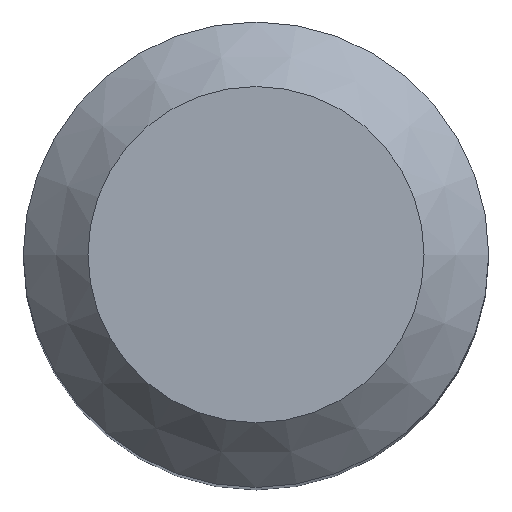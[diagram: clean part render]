
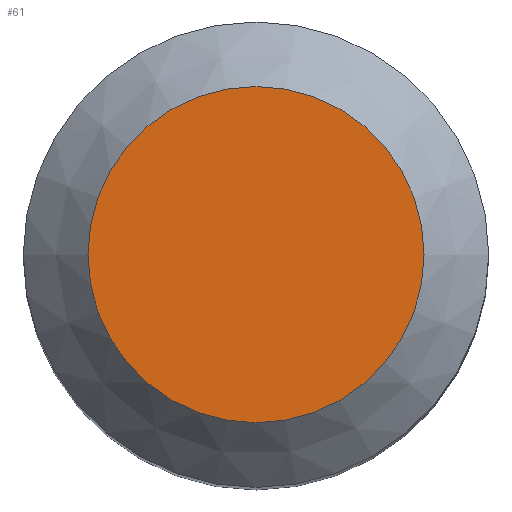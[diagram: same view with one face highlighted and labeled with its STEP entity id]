
A CAD part, top view. The second image highlights one B-rep face of the part: STEP entity #61.
In plain terms, the highlighted planar face has unit normal (0, 0, 1).
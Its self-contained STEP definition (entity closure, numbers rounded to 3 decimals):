
#50=PLANE('',#217);
#53=FACE_OUTER_BOUND('',#100,.T.);
#61=ADVANCED_FACE('',(#53),#50,.T.);
#100=EDGE_LOOP('',(#122));
#122=ORIENTED_EDGE('',*,*,#154,.F.);
#142=VERTEX_POINT('',#329);
#154=EDGE_CURVE('',#142,#142,#165,.T.);
#165=CIRCLE('',#216,5.055);
#216=AXIS2_PLACEMENT_3D('',#328,#255,#256);
#217=AXIS2_PLACEMENT_3D('',#330,#257,#258);
#255=DIRECTION('',(0.,0.,-1.));
#256=DIRECTION('',(1.,0.,0.));
#257=DIRECTION('',(0.,0.,1.));
#258=DIRECTION('',(-1.,0.,0.));
#328=CARTESIAN_POINT('',(0.,0.,0.));
#329=CARTESIAN_POINT('',(5.055,0.,0.));
#330=CARTESIAN_POINT('',(5.055,0.,0.));
